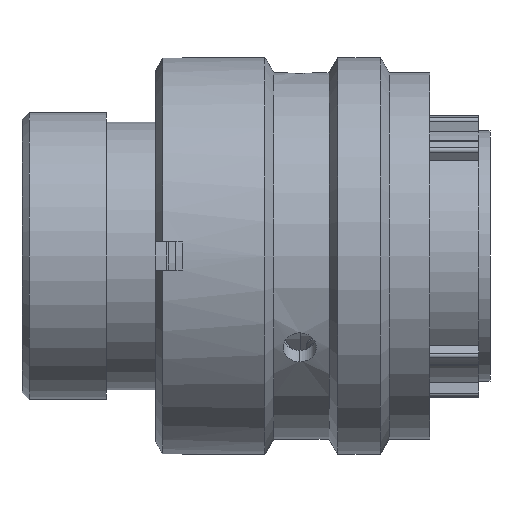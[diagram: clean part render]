
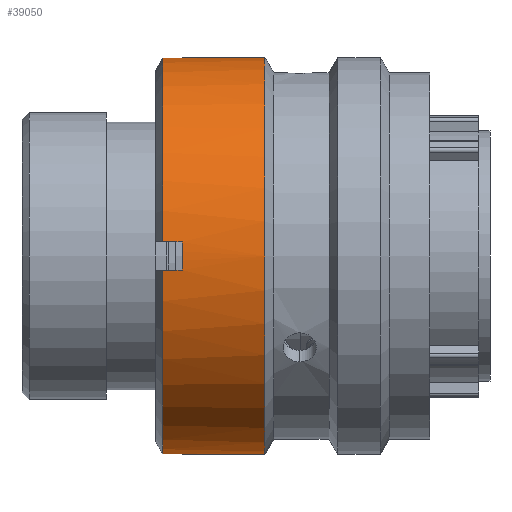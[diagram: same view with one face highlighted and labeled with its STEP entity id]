
A CAD part, front view. The second image highlights one B-rep face of the part: STEP entity #39050.
In plain terms, the highlighted cylindrical face has radius 14.15 mm (diameter 28.3 mm), a partial arc.
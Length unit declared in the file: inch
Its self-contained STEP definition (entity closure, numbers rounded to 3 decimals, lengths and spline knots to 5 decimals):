
#5652 = AXIS2_PLACEMENT_3D ( 'NONE', #9301, #9313, #9314 ) ;
#9299 = CYLINDRICAL_SURFACE ( 'NONE', #5652, 0.55709 ) ;
#9300 = FACE_OUTER_BOUND ( 'NONE', #63736, .T. ) ;
#9301 = CARTESIAN_POINT ( 'NONE',  ( 1.14449, 0., 0. ) ) ;
#9313 = DIRECTION ( 'NONE',  ( 1., 0., 0. ) ) ;
#9314 = DIRECTION ( 'NONE',  ( 0., 0., -1. ) ) ;
#9382 = CARTESIAN_POINT ( 'NONE',  ( 0.68206, 0., -0.55709 ) ) ;
#9388 = CARTESIAN_POINT ( 'NONE',  ( 0.68206, 0., 0.55709 ) ) ;
#37682 = VERTEX_POINT ( 'NONE', #49846 ) ;
#37683 = VERTEX_POINT ( 'NONE', #49847 ) ;
#39050 = ADVANCED_FACE ( 'NONE', ( #9300 ), #9299, .T. ) ;
#39093 = VERTEX_POINT ( 'NONE', #9382 ) ;
#39100 = VERTEX_POINT ( 'NONE', #9388 ) ;
#49846 = CARTESIAN_POINT ( 'NONE',  ( 0.44961, 0., 0.55709 ) ) ;
#49847 = CARTESIAN_POINT ( 'NONE',  ( 0.44961, 0., -0.55709 ) ) ;
#56407 = VECTOR ( 'NONE', #65345, 39.37008 ) ;
#56410 = VECTOR ( 'NONE', #65349, 39.37008 ) ;
#56449 = CIRCLE ( 'NONE', #56451, 0.55709 ) ;
#56450 = CIRCLE ( 'NONE', #56453, 0.55709 ) ;
#56451 = AXIS2_PLACEMENT_3D ( 'NONE', #68308, #68309, #68310 ) ;
#56452 = VECTOR ( 'NONE', #68330, 39.37008 ) ;
#56453 = AXIS2_PLACEMENT_3D ( 'NONE', #68327, #68328, #68329 ) ;
#56454 = VECTOR ( 'NONE', #68333, 39.37008 ) ;
#56455 = CIRCLE ( 'NONE', #56457, 0.55709 ) ;
#56456 = VECTOR ( 'NONE', #68339, 39.37008 ) ;
#56457 = AXIS2_PLACEMENT_3D ( 'NONE', #68336, #68337, #68338 ) ;
#56458 = CIRCLE ( 'NONE', #56460, 0.55709 ) ;
#56459 = VECTOR ( 'NONE', #68343, 39.37008 ) ;
#56460 = AXIS2_PLACEMENT_3D ( 'NONE', #68340, #68341, #68342 ) ;
#56461 = CIRCLE ( 'NONE', #56463, 0.55709 ) ;
#56462 = CIRCLE ( 'NONE', #56465, 0.55709 ) ;
#56463 = AXIS2_PLACEMENT_3D ( 'NONE', #68346, #68347, #68348 ) ;
#56465 = AXIS2_PLACEMENT_3D ( 'NONE', #68350, #68351, #68352 ) ;
#60605 = EDGE_CURVE ( 'NONE', #37682, #39100, #65341, .T. ) ;
#60608 = EDGE_CURVE ( 'NONE', #37683, #39093, #65346, .T. ) ;
#60733 = EDGE_CURVE ( 'NONE', #61421, #61424, #56449, .T. ) ;
#60744 = EDGE_CURVE ( 'NONE', #37682, #61427, #56450, .T. ) ;
#60746 = EDGE_CURVE ( 'NONE', #61427, #61421, #68321, .T. ) ;
#60749 = EDGE_CURVE ( 'NONE', #61424, #61425, #68331, .T. ) ;
#60751 = EDGE_CURVE ( 'NONE', #61425, #61429, #56455, .T. ) ;
#60752 = EDGE_CURVE ( 'NONE', #61429, #61430, #68325, .T. ) ;
#60754 = EDGE_CURVE ( 'NONE', #61430, #61431, #56458, .T. ) ;
#60755 = EDGE_CURVE ( 'NONE', #61431, #61432, #68334, .T. ) ;
#60756 = EDGE_CURVE ( 'NONE', #61432, #37683, #56461, .T. ) ;
#60759 = EDGE_CURVE ( 'NONE', #39100, #39093, #56462, .T. ) ;
#61116 = ORIENTED_EDGE ( 'NONE', *, *, #60749, .T. ) ;
#61117 = ORIENTED_EDGE ( 'NONE', *, *, #60751, .T. ) ;
#61118 = ORIENTED_EDGE ( 'NONE', *, *, #60752, .T. ) ;
#61119 = ORIENTED_EDGE ( 'NONE', *, *, #60754, .T. ) ;
#61120 = ORIENTED_EDGE ( 'NONE', *, *, #60755, .T. ) ;
#61121 = ORIENTED_EDGE ( 'NONE', *, *, #60756, .T. ) ;
#61122 = ORIENTED_EDGE ( 'NONE', *, *, #60608, .T. ) ;
#61123 = ORIENTED_EDGE ( 'NONE', *, *, #60759, .F. ) ;
#61421 = VERTEX_POINT ( 'NONE', #71139 ) ;
#61424 = VERTEX_POINT ( 'NONE', #71144 ) ;
#61425 = VERTEX_POINT ( 'NONE', #71146 ) ;
#61427 = VERTEX_POINT ( 'NONE', #71148 ) ;
#61429 = VERTEX_POINT ( 'NONE', #71152 ) ;
#61430 = VERTEX_POINT ( 'NONE', #71154 ) ;
#61431 = VERTEX_POINT ( 'NONE', #71156 ) ;
#61432 = VERTEX_POINT ( 'NONE', #71158 ) ;
#63736 = EDGE_LOOP ( 'NONE', ( #64731, #64732, #64733, #64734, #61116, #61117, #61118, #61119, #61120, #61121, #61122, #61123 ) ) ;
#64731 = ORIENTED_EDGE ( 'NONE', *, *, #60605, .F. ) ;
#64732 = ORIENTED_EDGE ( 'NONE', *, *, #60744, .T. ) ;
#64733 = ORIENTED_EDGE ( 'NONE', *, *, #60746, .T. ) ;
#64734 = ORIENTED_EDGE ( 'NONE', *, *, #60733, .T. ) ;
#65338 = CARTESIAN_POINT ( 'NONE',  ( 1.14449, 0., 0.55709 ) ) ;
#65341 = LINE ( 'NONE', #65338, #56407 ) ;
#65345 = DIRECTION ( 'NONE',  ( 1., 0., 0. ) ) ;
#65346 = LINE ( 'NONE', #65348, #56410 ) ;
#65348 = CARTESIAN_POINT ( 'NONE',  ( 1.14449, 0., -0.55709 ) ) ;
#65349 = DIRECTION ( 'NONE',  ( 1., 0., 0. ) ) ;
#68308 = CARTESIAN_POINT ( 'NONE',  ( 0.39449, 0., 0. ) ) ;
#68309 = DIRECTION ( 'NONE',  ( 1., 0., 0. ) ) ;
#68310 = DIRECTION ( 'NONE',  ( 0., 0., -1. ) ) ;
#68321 = LINE ( 'NONE', #68323, #56452 ) ;
#68323 = CARTESIAN_POINT ( 'NONE',  ( 1.14449, -0.03937, 0.55569 ) ) ;
#68325 = LINE ( 'NONE', #68326, #56456 ) ;
#68326 = CARTESIAN_POINT ( 'NONE',  ( 1.14449, -0.55569, -0.03937 ) ) ;
#68327 = CARTESIAN_POINT ( 'NONE',  ( 0.44961, 0., 0. ) ) ;
#68328 = DIRECTION ( 'NONE',  ( 1., 0., 0. ) ) ;
#68329 = DIRECTION ( 'NONE',  ( 0., 0., 1. ) ) ;
#68330 = DIRECTION ( 'NONE',  ( -1., 0., 0. ) ) ;
#68331 = LINE ( 'NONE', #68332, #56454 ) ;
#68332 = CARTESIAN_POINT ( 'NONE',  ( 1.14449, -0.55569, 0.03937 ) ) ;
#68333 = DIRECTION ( 'NONE',  ( 1., 0., 0. ) ) ;
#68334 = LINE ( 'NONE', #68335, #56459 ) ;
#68335 = CARTESIAN_POINT ( 'NONE',  ( 1.14449, -0.03937, -0.55569 ) ) ;
#68336 = CARTESIAN_POINT ( 'NONE',  ( 0.44961, 0., 0. ) ) ;
#68337 = DIRECTION ( 'NONE',  ( 1., 0., 0. ) ) ;
#68338 = DIRECTION ( 'NONE',  ( 0., 0., 1. ) ) ;
#68339 = DIRECTION ( 'NONE',  ( -1., 0., 0. ) ) ;
#68340 = CARTESIAN_POINT ( 'NONE',  ( 0.39449, 0., 0. ) ) ;
#68341 = DIRECTION ( 'NONE',  ( 1., 0., 0. ) ) ;
#68342 = DIRECTION ( 'NONE',  ( 0., 0., -1. ) ) ;
#68343 = DIRECTION ( 'NONE',  ( 1., 0., 0. ) ) ;
#68346 = CARTESIAN_POINT ( 'NONE',  ( 0.44961, 0., 0. ) ) ;
#68347 = DIRECTION ( 'NONE',  ( 1., 0., 0. ) ) ;
#68348 = DIRECTION ( 'NONE',  ( 0., 0., 1. ) ) ;
#68350 = CARTESIAN_POINT ( 'NONE',  ( 0.68206, 0., 0. ) ) ;
#68351 = DIRECTION ( 'NONE',  ( 1., 0., 0. ) ) ;
#68352 = DIRECTION ( 'NONE',  ( 0., 0., -1. ) ) ;
#71139 = CARTESIAN_POINT ( 'NONE',  ( 0.39449, -0.03937, 0.55569 ) ) ;
#71144 = CARTESIAN_POINT ( 'NONE',  ( 0.39449, -0.55569, 0.03937 ) ) ;
#71146 = CARTESIAN_POINT ( 'NONE',  ( 0.44961, -0.55569, 0.03937 ) ) ;
#71148 = CARTESIAN_POINT ( 'NONE',  ( 0.44961, -0.03937, 0.55569 ) ) ;
#71152 = CARTESIAN_POINT ( 'NONE',  ( 0.44961, -0.55569, -0.03937 ) ) ;
#71154 = CARTESIAN_POINT ( 'NONE',  ( 0.39449, -0.55569, -0.03937 ) ) ;
#71156 = CARTESIAN_POINT ( 'NONE',  ( 0.39449, -0.03937, -0.55569 ) ) ;
#71158 = CARTESIAN_POINT ( 'NONE',  ( 0.44961, -0.03937, -0.55569 ) ) ;
